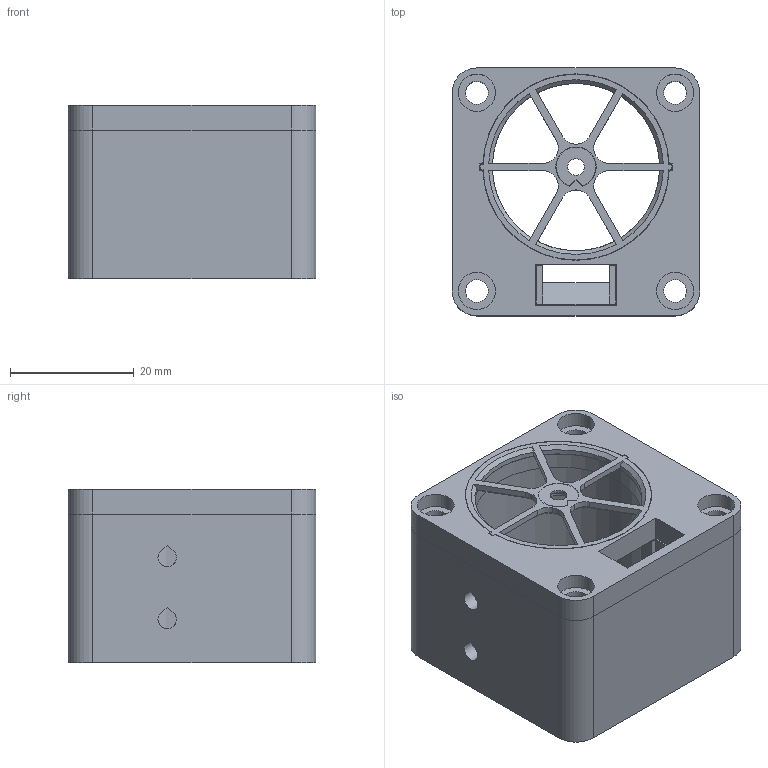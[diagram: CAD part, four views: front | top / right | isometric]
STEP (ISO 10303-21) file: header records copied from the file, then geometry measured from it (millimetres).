
FILE_DESCRIPTION(/* description */ (''),/* implementation_level */ '2;1');
FILE_NAME(/* name */ 'AeroJet_complete_housing_4028_v1.0_4pins.step',/* time_stamp */ '2024-03-11T10:17:13+01:00',/* author */ (''),/* organization */ (''),/* preprocessor_version */ 'ST-DEVELOPER v20',/* originating_system */ 'Autodesk Translation Framework v12.20.1.177',/* authorisation */ '');
FILE_SCHEMA (('AUTOMOTIVE_DESIGN { 1 0 10303 214 3 1 1 }'));
Length unit declared in the file: millimetre
Products named in the file (1): AeroJet housing 4028
Bounding box: 40 x 40 x 28 mm (x, y, z)
Volume: 22559.1 mm3; surface area: 13153.6 mm2
Topology: 4 solids, 4 shells, 165 faces, 428 edges, 277 vertices
Faces by surface type: plane 81, cylinder 56, cone 28
Full cylindrical faces by diameter (mm): 2.7 x1, 3.7 x8, 4 x1, 6 x4, 27 x1
Entity records: 5262 total; most frequent: CARTESIAN_POINT 935, DIRECTION 910, ORIENTED_EDGE 856, EDGE_CURVE 428, AXIS2_PLACEMENT_3D 320, VERTEX_POINT 277, LINE 270, VECTOR 270
